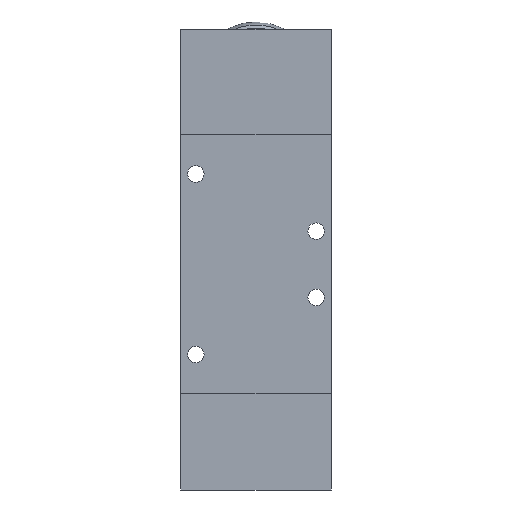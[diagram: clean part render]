
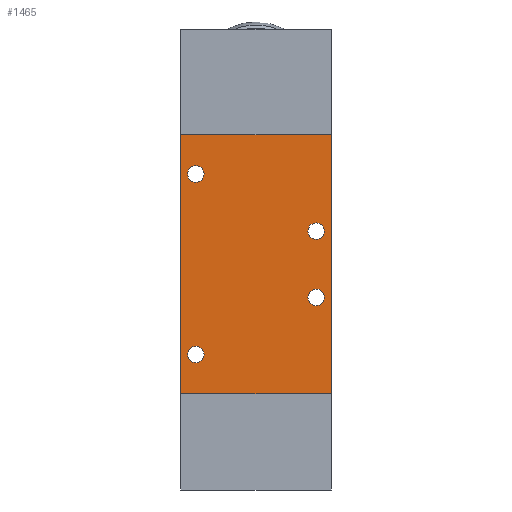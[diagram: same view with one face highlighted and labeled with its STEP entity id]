
A CAD part, front view. The second image highlights one B-rep face of the part: STEP entity #1465.
In plain terms, the highlighted planar face has unit normal (0, -1, 0).
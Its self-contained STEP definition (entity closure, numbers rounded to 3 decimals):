
#742=CARTESIAN_POINT('',(-17.25,-15.,30.0));
#743=VERTEX_POINT('',#742);
#744=CARTESIAN_POINT('',(-20.0,-15.,30.0));
#745=DIRECTION('',(0.0,1.0,0.0));
#746=DIRECTION('',(-1.0,0.0,0.0));
#747=AXIS2_PLACEMENT_3D('',#744,#745,#746);
#748=CIRCLE('',#747,2.75);
#749=EDGE_CURVE('',#743,#743,#748,.T.);
#770=CARTESIAN_POINT('',(-17.25,-15.,-30.0));
#771=VERTEX_POINT('',#770);
#772=CARTESIAN_POINT('',(-20.0,-15.,-30.0));
#773=DIRECTION('',(0.0,1.0,0.0));
#774=DIRECTION('',(-1.0,0.0,0.0));
#775=AXIS2_PLACEMENT_3D('',#772,#773,#774);
#776=CIRCLE('',#775,2.75);
#777=EDGE_CURVE('',#771,#771,#776,.T.);
#798=CARTESIAN_POINT('',(22.75,-15.,-11.));
#799=VERTEX_POINT('',#798);
#800=CARTESIAN_POINT('',(20.,-15.,-11.));
#801=DIRECTION('',(0.0,1.0,0.0));
#802=DIRECTION('',(-1.0,0.0,0.0));
#803=AXIS2_PLACEMENT_3D('',#800,#801,#802);
#804=CIRCLE('',#803,2.75);
#805=EDGE_CURVE('',#799,#799,#804,.T.);
#826=CARTESIAN_POINT('',(22.75,-15.,11.0));
#827=VERTEX_POINT('',#826);
#828=CARTESIAN_POINT('',(20.,-15.,11.0));
#829=DIRECTION('',(0.0,1.0,0.0));
#830=DIRECTION('',(-1.0,0.0,0.0));
#831=AXIS2_PLACEMENT_3D('',#828,#829,#830);
#832=CIRCLE('',#831,2.75);
#833=EDGE_CURVE('',#827,#827,#832,.T.);
#1351=CARTESIAN_POINT('',(-25.,-15.0,-43.0));
#1352=VERTEX_POINT('',#1351);
#1367=CARTESIAN_POINT('',(25.,-15.,-43.0));
#1368=VERTEX_POINT('',#1367);
#1375=CARTESIAN_POINT('',(-25.,-15.0,-43.0));
#1376=DIRECTION('',(1.0,0.0,0.0));
#1377=VECTOR('',#1376,50.0);
#1378=LINE('',#1375,#1377);
#1379=EDGE_CURVE('',#1352,#1368,#1378,.T.);
#1397=CARTESIAN_POINT('',(25.,-15.,43.0));
#1398=VERTEX_POINT('',#1397);
#1405=CARTESIAN_POINT('',(25.,-15.,43.0));
#1406=DIRECTION('',(0.0,0.0,-1.0));
#1407=VECTOR('',#1406,86.0);
#1408=LINE('',#1405,#1407);
#1409=EDGE_CURVE('',#1398,#1368,#1408,.T.);
#1430=CARTESIAN_POINT('',(25.,-15.,0.0));
#1431=DIRECTION('',(0.0,-1.0,0.0));
#1432=DIRECTION('',(0.0,0.0,-1.0));
#1433=AXIS2_PLACEMENT_3D('',#1430,#1431,#1432);
#1434=PLANE('',#1433);
#1435=CARTESIAN_POINT('',(-25.,-15.0,43.0));
#1436=VERTEX_POINT('',#1435);
#1437=CARTESIAN_POINT('',(25.,-15.,43.0));
#1438=DIRECTION('',(-1.0,0.0,0.0));
#1439=VECTOR('',#1438,50.0);
#1440=LINE('',#1437,#1439);
#1441=EDGE_CURVE('',#1398,#1436,#1440,.T.);
#1442=ORIENTED_EDGE('',*,*,#1441,.T.);
#1443=CARTESIAN_POINT('',(-25.,-15.0,43.0));
#1444=DIRECTION('',(0.0,0.0,-1.0));
#1445=VECTOR('',#1444,86.0);
#1446=LINE('',#1443,#1445);
#1447=EDGE_CURVE('',#1436,#1352,#1446,.T.);
#1448=ORIENTED_EDGE('',*,*,#1447,.T.);
#1449=ORIENTED_EDGE('',*,*,#1379,.T.);
#1450=ORIENTED_EDGE('',*,*,#1409,.F.);
#1451=EDGE_LOOP('',(#1442,#1448,#1449,#1450));
#1452=FACE_OUTER_BOUND('',#1451,.T.);
#1453=ORIENTED_EDGE('',*,*,#749,.T.);
#1454=EDGE_LOOP('',(#1453));
#1455=FACE_BOUND('',#1454,.T.);
#1456=ORIENTED_EDGE('',*,*,#777,.T.);
#1457=EDGE_LOOP('',(#1456));
#1458=FACE_BOUND('',#1457,.T.);
#1459=ORIENTED_EDGE('',*,*,#805,.T.);
#1460=EDGE_LOOP('',(#1459));
#1461=FACE_BOUND('',#1460,.T.);
#1462=ORIENTED_EDGE('',*,*,#833,.T.);
#1463=EDGE_LOOP('',(#1462));
#1464=FACE_BOUND('',#1463,.T.);
#1465=ADVANCED_FACE('',(#1452,#1455,#1458,#1461,#1464),#1434,.T.);
